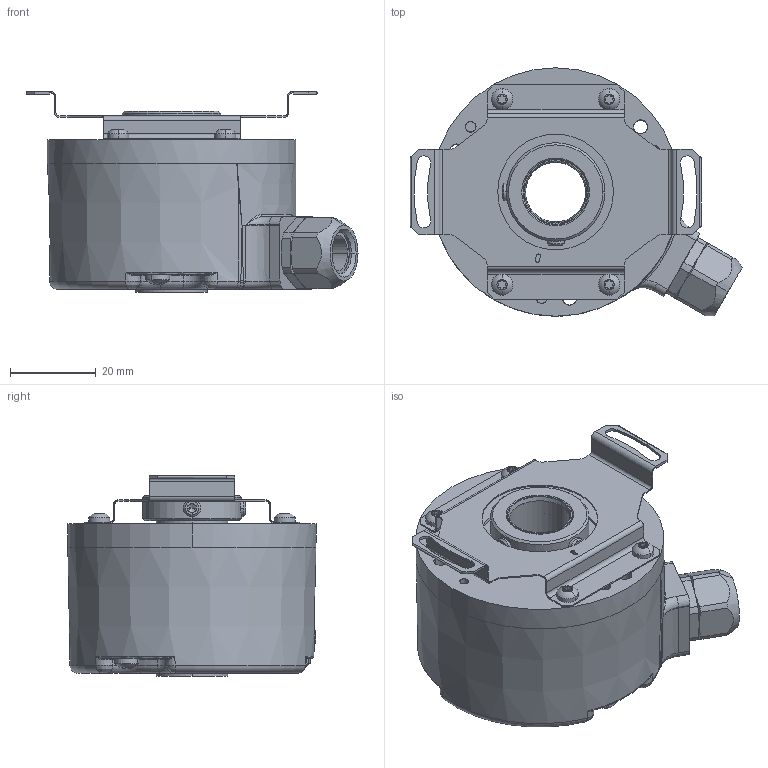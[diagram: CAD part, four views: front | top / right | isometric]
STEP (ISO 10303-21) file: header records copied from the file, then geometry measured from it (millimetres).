
FILE_DESCRIPTION((''),'2;1');
FILE_NAME('516249','2010-10-14T',('se2802'),(''),'PRO/ENGINEER BY PARAMETRIC TECHNOLOGY CORPORATION, 2010180','PRO/ENGINEER BY PARAMETRIC TECHNOLOGY CORPORATION, 2010180','');
FILE_SCHEMA(('CONFIG_CONTROL_DESIGN'));
Length unit declared in the file: millimetre
Products named in the file (1): 516249
Bounding box: 77.52 x 58 x 46.9 mm (x, y, z)
Volume: 54692.7 mm3; surface area: 41417.6 mm2
Topology: 1 solids, 1 shells, 1178 faces, 3195 edges, 1981 vertices
Faces by surface type: cylinder 426, plane 345, cone 168, torus 145, bspline 78, sphere 16
Entity records: 44715 total; most frequent: CARTESIAN_POINT 14685, DIRECTION 6572, ORIENTED_EDGE 6358, EDGE_CURVE 3179, AXIS2_PLACEMENT_3D 2650, VERTEX_POINT 1981, CIRCLE 1550, VECTOR 1272
